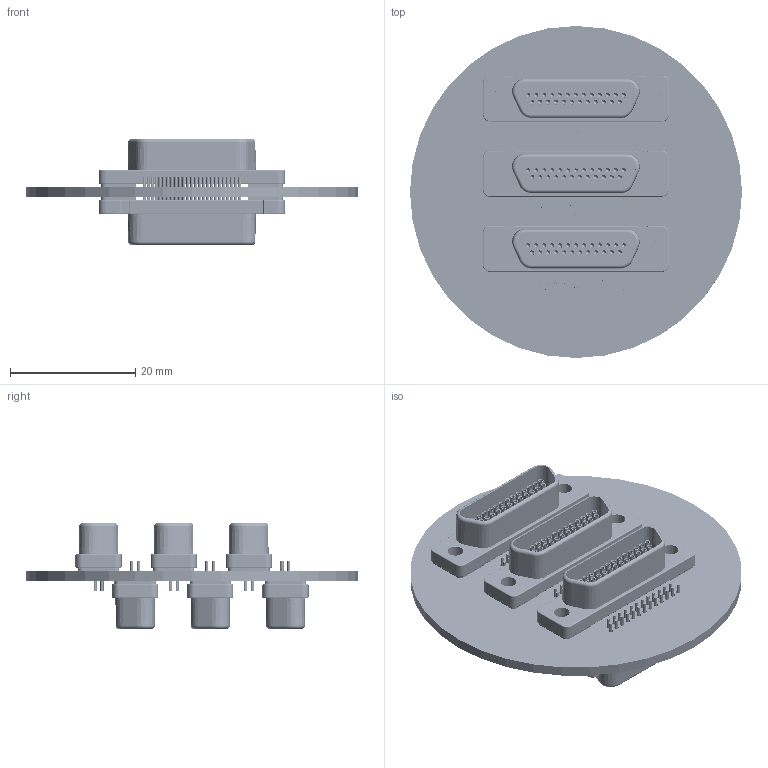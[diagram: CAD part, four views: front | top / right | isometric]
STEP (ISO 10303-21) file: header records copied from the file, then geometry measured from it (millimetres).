
FILE_DESCRIPTION(('KiCad electronic assembly'),'2;1');
FILE_NAME('Sub-D Micro-D 25 Pin Vacuum FeedThru.step', '2021-07-02T17:27:59',('An Author'),('A Company'), 'Open CASCADE STEP processor 6.9','KiCad to STEP converter','Unknown' );
FILE_SCHEMA(('AUTOMOTIVE_DESIGN { 1 0 10303 214 1 1 1 1 }'));
Length unit declared in the file: millimetre
Products named in the file (4): Open CASCADE STEP translator 6.9 1; 380-025-213L001; SOLID; COMPOUND
Assembly tree (8 placements, depth 3):
  Open CASCADE STEP translator 6.9 1
    380-025-213L001  x6
      SOLID
    COMPOUND
Bounding box: 53 x 53 x 16.9 mm (x, y, z)
Volume: 7685.2 mm3; surface area: 15404.3 mm2
Topology: 7 solids, 7 shells, 2493 faces, 5193 edges, 3332 vertices
Faces by surface type: cylinder 1201, plane 824, cone 348, torus 120
Full cylindrical faces by diameter (mm): 0.5 x150, 0.57 x150, 0.7 x150, 0.85 x150, 0.92 x150, 1 x150, 2.5 x12, 53 x1
Entity records: 36485 total; most frequent: CARTESIAN_POINT 10756, DIRECTION 4914, ORIENTED_EDGE 2436, PCURVE 2436, DEFINITIONAL_REPRESENTATION 2436, LINE 1990, VECTOR 1990, AXIS2_PLACEMENT_3D 1260
